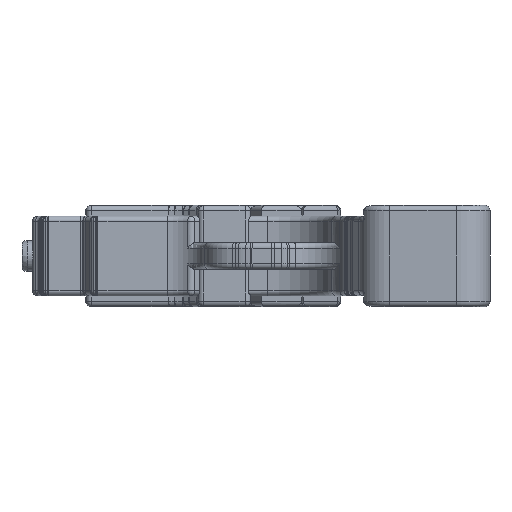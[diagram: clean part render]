
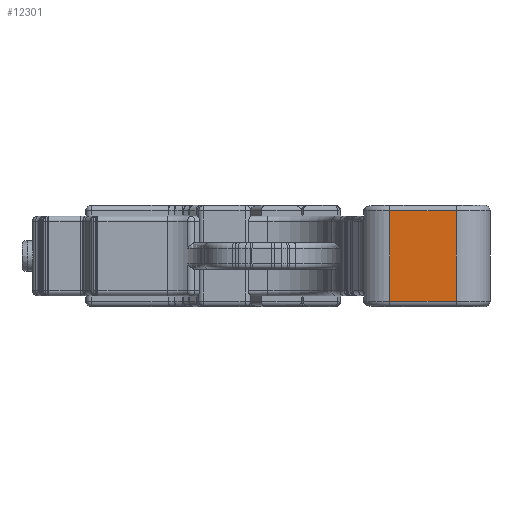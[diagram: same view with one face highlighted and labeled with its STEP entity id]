
A CAD part, front view. The second image highlights one B-rep face of the part: STEP entity #12301.
In plain terms, the highlighted planar face has unit normal (-0.054, -0.999, 0).
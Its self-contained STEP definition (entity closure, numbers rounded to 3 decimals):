
#523=PLANE('',#13870);
#1728=FACE_OUTER_BOUND('',#2474,.T.);
#2474=EDGE_LOOP('',(#10911,#10912,#10913,#10914));
#3207=LINE('',#21315,#4067);
#3216=LINE('',#21446,#4076);
#3309=LINE('',#21985,#4169);
#3330=LINE('',#22069,#4190);
#4067=VECTOR('',#16845,6.);
#4076=VECTOR('',#16966,10.);
#4169=VECTOR('',#17589,10.);
#4190=VECTOR('',#17682,6.);
#5841=VERTEX_POINT('',#21312);
#5842=VERTEX_POINT('',#21314);
#5856=VERTEX_POINT('',#21444);
#6008=VERTEX_POINT('',#21978);
#7387=EDGE_CURVE('',#5841,#5842,#3207,.T.);
#7428=EDGE_CURVE('',#5856,#5841,#3216,.T.);
#7686=EDGE_CURVE('',#5842,#6008,#3309,.T.);
#7723=EDGE_CURVE('',#6008,#5856,#3330,.T.);
#10911=ORIENTED_EDGE('',*,*,#7428,.F.);
#10912=ORIENTED_EDGE('',*,*,#7723,.F.);
#10913=ORIENTED_EDGE('',*,*,#7686,.F.);
#10914=ORIENTED_EDGE('',*,*,#7387,.F.);
#12301=ADVANCED_FACE('',(#1728),#523,.T.);
#13870=AXIS2_PLACEMENT_3D('',#22070,#17683,#17684);
#16845=DIRECTION('',(0.,0.,1.));
#16966=DIRECTION('',(-0.999,0.054,0.));
#17589=DIRECTION('',(0.999,-0.054,0.));
#17682=DIRECTION('',(0.,0.,-1.));
#17683=DIRECTION('center_axis',(-0.054,-0.999,
0.));
#17684=DIRECTION('ref_axis',(0.999,-0.054,0.));
#21312=CARTESIAN_POINT('',(248.016,134.356,-1.));
#21314=CARTESIAN_POINT('',(248.016,134.356,16.));
#21315=CARTESIAN_POINT('',(248.016,134.356,0.));
#21444=CARTESIAN_POINT('',(260.556,133.683,-1.));
#21446=CARTESIAN_POINT('',(247.043,134.409,-1.));
#21978=CARTESIAN_POINT('',(260.556,133.683,16.));
#21985=CARTESIAN_POINT('',(247.043,134.409,16.));
#22069=CARTESIAN_POINT('',(260.556,133.683,0.));
#22070=CARTESIAN_POINT('Origin',(240.551,134.757,0.));
